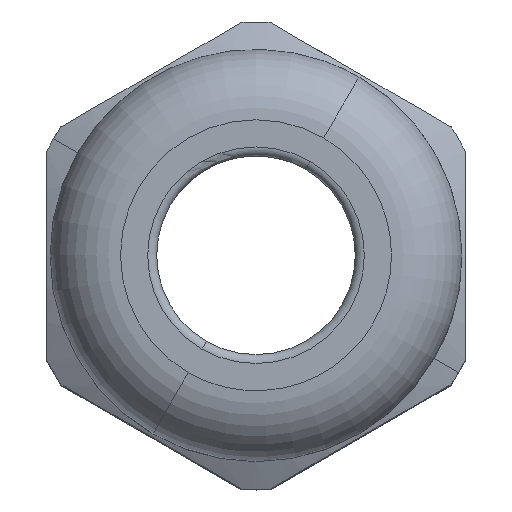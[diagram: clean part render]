
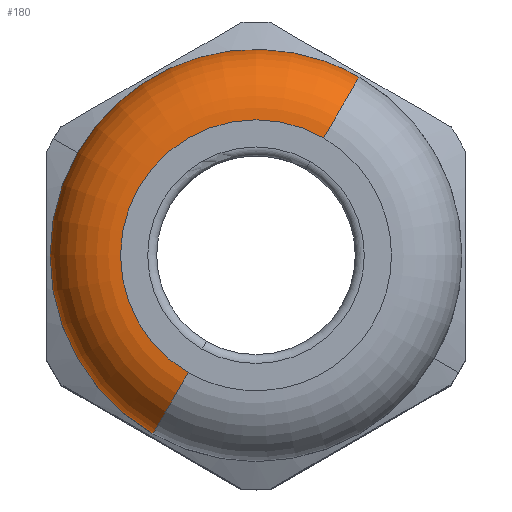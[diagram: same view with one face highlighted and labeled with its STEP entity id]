
A CAD part, top view. The second image highlights one B-rep face of the part: STEP entity #180.
In plain terms, the highlighted toroidal (fillet/blend) face has major radius 4.535 mm and minor radius 2.36 mm.
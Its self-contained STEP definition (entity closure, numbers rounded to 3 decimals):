
#137=AXIS2_PLACEMENT_3D('Torus Axis2P3D',#134,#135,#136) ;
#141=AXIS2_PLACEMENT_3D('Circle Axis2P3D',#139,#140,$) ;
#150=AXIS2_PLACEMENT_3D('Circle Axis2P3D',#148,#149,$) ;
#157=AXIS2_PLACEMENT_3D('Circle Axis2P3D',#155,#156,$) ;
#164=AXIS2_PLACEMENT_3D('Circle Axis2P3D',#162,#163,$) ;
#169=AXIS2_PLACEMENT_3D('Circle Axis2P3D',#167,#168,$) ;
#80=CARTESIAN_POINT('Vertex',(1.029,11.273,30.87)) ;
#86=CARTESIAN_POINT('Control Point',(1.029,11.273,30.87)) ;
#87=CARTESIAN_POINT('Control Point',(2.112,13.148,30.87)) ;
#88=CARTESIAN_POINT('Control Point',(3.93,14.602,30.87)) ;
#89=CARTESIAN_POINT('Control Point',(6.27,15.229,30.87)) ;
#90=CARTESIAN_POINT('Control Point',(8.572,14.879,30.87)) ;
#91=CARTESIAN_POINT('Control Point',(10.448,13.796,30.87)) ;
#92=CARTESIAN_POINT('Vertex',(10.448,13.796,30.87)) ;
#134=CARTESIAN_POINT('Axis2P3D Location',(7.,7.825,30.87)) ;
#139=CARTESIAN_POINT('Axis2P3D Location',(4.733,3.898,30.87)) ;
#143=CARTESIAN_POINT('Vertex',(4.733,3.898,33.23)) ;
#145=CARTESIAN_POINT('Vertex',(3.553,1.854,30.87)) ;
#148=CARTESIAN_POINT('Axis2P3D Location',(7.,7.825,33.23)) ;
#152=CARTESIAN_POINT('Vertex',(3.073,10.093,33.23)) ;
#155=CARTESIAN_POINT('Axis2P3D Location',(7.,7.825,33.23)) ;
#159=CARTESIAN_POINT('Vertex',(9.268,11.752,33.23)) ;
#162=CARTESIAN_POINT('Axis2P3D Location',(9.268,11.752,30.87)) ;
#167=CARTESIAN_POINT('Axis2P3D Location',(7.,7.825,30.87)) ;
#135=DIRECTION('Axis2P3D Direction',(0.,0.,-1.)) ;
#136=DIRECTION('Axis2P3D XDirection',(-0.5,-0.866,0.)) ;
#140=DIRECTION('Axis2P3D Direction',(0.866,-0.5,0.)) ;
#149=DIRECTION('Axis2P3D Direction',(0.,0.,-1.)) ;
#156=DIRECTION('Axis2P3D Direction',(0.,0.,-1.)) ;
#163=DIRECTION('Axis2P3D Direction',(-0.866,0.5,0.)) ;
#168=DIRECTION('Axis2P3D Direction',(0.,0.,-1.)) ;
#173=ORIENTED_EDGE('',*,*,#147,.F.) ;
#174=ORIENTED_EDGE('',*,*,#154,.T.) ;
#175=ORIENTED_EDGE('',*,*,#161,.T.) ;
#176=ORIENTED_EDGE('',*,*,#166,.F.) ;
#177=ORIENTED_EDGE('',*,*,#94,.F.) ;
#178=ORIENTED_EDGE('',*,*,#171,.F.) ;
#180=ADVANCED_FACE('63075_VG_M12_OT\\Hauptk\X2\00F6\X0\rper',(#179),#138,.T.) ;
#85=B_SPLINE_CURVE_WITH_KNOTS('',5,(#86,#87,#88,#89,#90,#91),.UNSPECIFIED.,.F.,.U.,(6,6),(-5.415,5.415),.UNSPECIFIED.) ;
#142=CIRCLE('generated circle',#141,2.36) ;
#151=CIRCLE('generated circle',#150,4.535) ;
#158=CIRCLE('generated circle',#157,4.535) ;
#165=CIRCLE('generated circle',#164,2.36) ;
#170=CIRCLE('generated circle',#169,6.895) ;
#138=TOROIDAL_SURFACE('homeo Torus',#137,4.535,2.36) ;
#94=EDGE_CURVE('',#81,#93,#85,.T.) ;
#147=EDGE_CURVE('',#144,#146,#142,.T.) ;
#154=EDGE_CURVE('',#144,#153,#151,.T.) ;
#161=EDGE_CURVE('',#153,#160,#158,.T.) ;
#166=EDGE_CURVE('',#93,#160,#165,.F.) ;
#171=EDGE_CURVE('',#146,#81,#170,.T.) ;
#172=EDGE_LOOP('',(#173,#174,#175,#176,#177,#178)) ;
#179=FACE_OUTER_BOUND('',#172,.T.) ;
#81=VERTEX_POINT('',#80) ;
#93=VERTEX_POINT('',#92) ;
#144=VERTEX_POINT('',#143) ;
#146=VERTEX_POINT('',#145) ;
#153=VERTEX_POINT('',#152) ;
#160=VERTEX_POINT('',#159) ;
